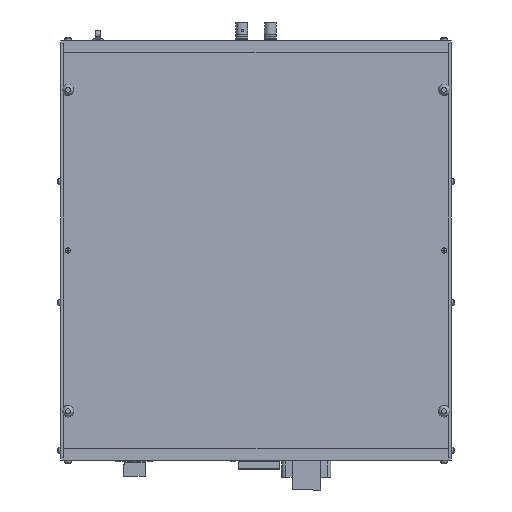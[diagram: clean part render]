
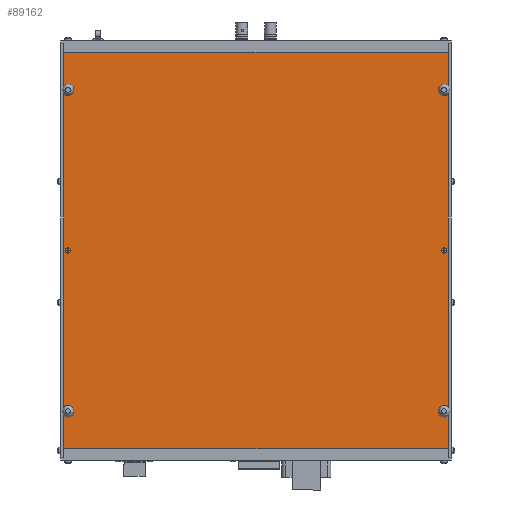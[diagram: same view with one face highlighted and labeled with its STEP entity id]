
A CAD part, front view. The second image highlights one B-rep face of the part: STEP entity #89162.
In plain terms, the highlighted face is planar.
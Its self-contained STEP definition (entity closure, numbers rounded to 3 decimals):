
#2183=FACE_BOUND('',#15719,.T.);
#2184=FACE_BOUND('',#15720,.T.);
#2185=FACE_BOUND('',#15721,.T.);
#2186=FACE_BOUND('',#15722,.T.);
#2187=FACE_BOUND('',#15723,.T.);
#2188=FACE_BOUND('',#15724,.T.);
#3621=PLANE('',#95384);
#10706=FACE_OUTER_BOUND('',#15718,.T.);
#15718=EDGE_LOOP('',(#68353,#68354,#68355,#68356,#68357,#68358,#68359,#68360,
#68361,#68362,#68363,#68364));
#15719=EDGE_LOOP('',(#68365));
#15720=EDGE_LOOP('',(#68366));
#15721=EDGE_LOOP('',(#68367));
#15722=EDGE_LOOP('',(#68368));
#15723=EDGE_LOOP('',(#68369));
#15724=EDGE_LOOP('',(#68370));
#21931=LINE('',#135683,#30587);
#21935=LINE('',#135691,#30591);
#21938=LINE('',#135697,#30594);
#21943=LINE('',#135706,#30599);
#21944=LINE('',#135709,#30600);
#21947=LINE('',#135716,#30603);
#21951=LINE('',#135724,#30607);
#21954=LINE('',#135730,#30610);
#21957=LINE('',#135736,#30613);
#21962=LINE('',#135745,#30618);
#21970=LINE('',#135784,#30626);
#21972=LINE('',#135787,#30628);
#30587=VECTOR('',#107685,0.394);
#30591=VECTOR('',#107691,0.394);
#30594=VECTOR('',#107696,0.394);
#30599=VECTOR('',#107703,0.394);
#30600=VECTOR('',#107706,0.394);
#30603=VECTOR('',#107711,0.394);
#30607=VECTOR('',#107717,0.394);
#30610=VECTOR('',#107722,0.394);
#30613=VECTOR('',#107727,0.394);
#30618=VECTOR('',#107734,0.394);
#30626=VECTOR('',#107780,0.394);
#30628=VECTOR('',#107784,0.394);
#38100=CIRCLE('',#95364,0.094);
#38102=CIRCLE('',#95367,0.094);
#38104=CIRCLE('',#95370,0.094);
#38106=CIRCLE('',#95373,0.094);
#38108=CIRCLE('',#95376,0.094);
#38110=CIRCLE('',#95379,0.094);
#42659=VERTEX_POINT('',#135681);
#42660=VERTEX_POINT('',#135682);
#42663=VERTEX_POINT('',#135690);
#42665=VERTEX_POINT('',#135696);
#42668=VERTEX_POINT('',#135704);
#42669=VERTEX_POINT('',#135708);
#42671=VERTEX_POINT('',#135714);
#42672=VERTEX_POINT('',#135715);
#42675=VERTEX_POINT('',#135723);
#42677=VERTEX_POINT('',#135729);
#42679=VERTEX_POINT('',#135735);
#42682=VERTEX_POINT('',#135743);
#42683=VERTEX_POINT('',#135747);
#42685=VERTEX_POINT('',#135753);
#42687=VERTEX_POINT('',#135759);
#42689=VERTEX_POINT('',#135765);
#42691=VERTEX_POINT('',#135771);
#42693=VERTEX_POINT('',#135777);
#52227=EDGE_CURVE('',#42659,#42660,#21931,.T.);
#52231=EDGE_CURVE('',#42663,#42659,#21935,.T.);
#52234=EDGE_CURVE('',#42660,#42665,#21938,.T.);
#52239=EDGE_CURVE('',#42663,#42668,#21943,.T.);
#52240=EDGE_CURVE('',#42669,#42665,#21944,.T.);
#52243=EDGE_CURVE('',#42671,#42672,#21947,.T.);
#52247=EDGE_CURVE('',#42675,#42671,#21951,.T.);
#52250=EDGE_CURVE('',#42672,#42677,#21954,.T.);
#52253=EDGE_CURVE('',#42679,#42675,#21957,.T.);
#52258=EDGE_CURVE('',#42677,#42682,#21962,.T.);
#52259=EDGE_CURVE('',#42683,#42683,#38100,.T.);
#52262=EDGE_CURVE('',#42685,#42685,#38102,.T.);
#52265=EDGE_CURVE('',#42687,#42687,#38104,.T.);
#52268=EDGE_CURVE('',#42689,#42689,#38106,.T.);
#52271=EDGE_CURVE('',#42691,#42691,#38108,.T.);
#52274=EDGE_CURVE('',#42693,#42693,#38110,.T.);
#52278=EDGE_CURVE('',#42682,#42669,#21970,.T.);
#52280=EDGE_CURVE('',#42668,#42679,#21972,.T.);
#68353=ORIENTED_EDGE('',*,*,#52253,.T.);
#68354=ORIENTED_EDGE('',*,*,#52247,.T.);
#68355=ORIENTED_EDGE('',*,*,#52243,.T.);
#68356=ORIENTED_EDGE('',*,*,#52250,.T.);
#68357=ORIENTED_EDGE('',*,*,#52258,.T.);
#68358=ORIENTED_EDGE('',*,*,#52278,.T.);
#68359=ORIENTED_EDGE('',*,*,#52240,.T.);
#68360=ORIENTED_EDGE('',*,*,#52234,.F.);
#68361=ORIENTED_EDGE('',*,*,#52227,.F.);
#68362=ORIENTED_EDGE('',*,*,#52231,.F.);
#68363=ORIENTED_EDGE('',*,*,#52239,.T.);
#68364=ORIENTED_EDGE('',*,*,#52280,.T.);
#68365=ORIENTED_EDGE('',*,*,#52259,.T.);
#68366=ORIENTED_EDGE('',*,*,#52262,.T.);
#68367=ORIENTED_EDGE('',*,*,#52265,.T.);
#68368=ORIENTED_EDGE('',*,*,#52268,.T.);
#68369=ORIENTED_EDGE('',*,*,#52271,.T.);
#68370=ORIENTED_EDGE('',*,*,#52274,.T.);
#89162=ADVANCED_FACE('',(#10706,#2183,#2184,#2185,#2186,#2187,#2188),#3621,
 .F.);
#95364=AXIS2_PLACEMENT_3D('',#135748,#107737,#107738);
#95367=AXIS2_PLACEMENT_3D('',#135754,#107744,#107745);
#95370=AXIS2_PLACEMENT_3D('',#135760,#107751,#107752);
#95373=AXIS2_PLACEMENT_3D('',#135766,#107758,#107759);
#95376=AXIS2_PLACEMENT_3D('',#135772,#107765,#107766);
#95379=AXIS2_PLACEMENT_3D('',#135778,#107772,#107773);
#95384=AXIS2_PLACEMENT_3D('',#135789,#107787,#107788);
#107685=DIRECTION('',(1.,0.,0.));
#107691=DIRECTION('',(0.,-1.,0.));
#107696=DIRECTION('',(0.,1.,0.));
#107703=DIRECTION('',(-1.,0.,0.));
#107706=DIRECTION('',(-1.,0.,0.));
#107711=DIRECTION('',(1.,0.,0.));
#107717=DIRECTION('',(0.,1.,0.));
#107722=DIRECTION('',(0.,-1.,0.));
#107727=DIRECTION('',(1.,0.,0.));
#107734=DIRECTION('',(1.,0.,0.));
#107737=DIRECTION('center_axis',(0.,0.,1.));
#107738=DIRECTION('ref_axis',(-1.,0.,0.));
#107744=DIRECTION('center_axis',(0.,0.,1.));
#107745=DIRECTION('ref_axis',(-1.,0.,0.));
#107751=DIRECTION('center_axis',(0.,0.,1.));
#107752=DIRECTION('ref_axis',(-1.,0.,0.));
#107758=DIRECTION('center_axis',(0.,0.,1.));
#107759=DIRECTION('ref_axis',(-1.,0.,0.));
#107765=DIRECTION('center_axis',(0.,0.,1.));
#107766=DIRECTION('ref_axis',(-1.,0.,0.));
#107772=DIRECTION('center_axis',(0.,0.,1.));
#107773=DIRECTION('ref_axis',(-1.,0.,0.));
#107780=DIRECTION('',(0.,-1.,0.));
#107784=DIRECTION('',(0.,1.,0.));
#107787=DIRECTION('center_axis',(0.,0.,1.));
#107788=DIRECTION('ref_axis',(1.,0.,0.));
#135681=CARTESIAN_POINT('',(-7.863,-8.863,0.));
#135682=CARTESIAN_POINT('',(7.863,-8.863,0.));
#135683=CARTESIAN_POINT('',(-3.931,-8.863,0.));
#135690=CARTESIAN_POINT('',(-7.863,-8.613,0.));
#135691=CARTESIAN_POINT('',(-7.863,-8.675,0.));
#135696=CARTESIAN_POINT('',(7.863,-8.613,0.));
#135697=CARTESIAN_POINT('',(7.863,-8.8,0.));
#135704=CARTESIAN_POINT('',(-8.363,-8.613,0.));
#135706=CARTESIAN_POINT('',(8.363,-8.613,0.));
#135708=CARTESIAN_POINT('',(8.363,-8.613,0.));
#135709=CARTESIAN_POINT('',(8.363,-8.613,0.));
#135714=CARTESIAN_POINT('',(-7.863,8.863,0.));
#135715=CARTESIAN_POINT('',(7.863,8.863,0.));
#135716=CARTESIAN_POINT('',(-3.931,8.863,0.));
#135723=CARTESIAN_POINT('',(-7.863,8.613,0.));
#135724=CARTESIAN_POINT('',(-7.863,8.675,0.));
#135729=CARTESIAN_POINT('',(7.863,8.613,0.));
#135730=CARTESIAN_POINT('',(7.863,8.8,0.));
#135735=CARTESIAN_POINT('',(-8.363,8.613,0.));
#135736=CARTESIAN_POINT('',(-8.363,8.613,0.));
#135743=CARTESIAN_POINT('',(8.363,8.613,0.));
#135745=CARTESIAN_POINT('',(-8.363,8.613,0.));
#135747=CARTESIAN_POINT('',(8.281,-7.,0.));
#135748=CARTESIAN_POINT('Origin',(8.188,-7.,0.));
#135753=CARTESIAN_POINT('',(-8.094,-7.,0.));
#135754=CARTESIAN_POINT('Origin',(-8.188,-7.,0.));
#135759=CARTESIAN_POINT('',(8.281,7.,0.));
#135760=CARTESIAN_POINT('Origin',(8.188,7.,0.));
#135765=CARTESIAN_POINT('',(-8.094,7.,0.));
#135766=CARTESIAN_POINT('Origin',(-8.188,7.,0.));
#135771=CARTESIAN_POINT('',(8.281,0.,0.));
#135772=CARTESIAN_POINT('Origin',(8.188,0.,0.));
#135777=CARTESIAN_POINT('',(-8.094,0.,0.));
#135778=CARTESIAN_POINT('Origin',(-8.188,0.,0.));
#135784=CARTESIAN_POINT('',(8.363,8.613,0.));
#135787=CARTESIAN_POINT('',(-8.363,-8.613,0.));
#135789=CARTESIAN_POINT('Origin',(0.,0.,0.));
